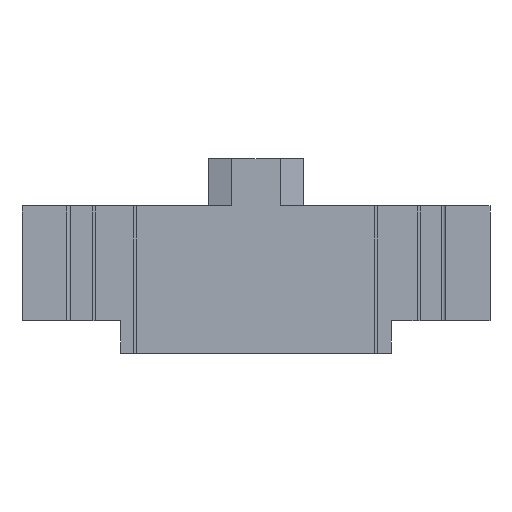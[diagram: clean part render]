
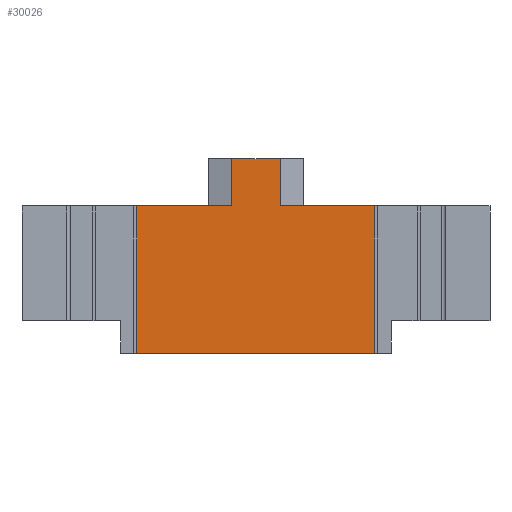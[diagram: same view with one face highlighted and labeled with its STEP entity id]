
A CAD part, front view. The second image highlights one B-rep face of the part: STEP entity #30026.
In plain terms, the highlighted planar face has unit normal (0, -1, 0).
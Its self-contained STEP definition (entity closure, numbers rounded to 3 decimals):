
#1639 = PLANE('',#1640);
#1640 = AXIS2_PLACEMENT_3D('',#1641,#1642,#1643);
#1641 = CARTESIAN_POINT('',(-15.9,-40.,3.4));
#1642 = DIRECTION('',(0.,0.,1.));
#1643 = DIRECTION('',(1.,0.,-0.));
#2286 = PLANE('',#2287);
#2287 = AXIS2_PLACEMENT_3D('',#2288,#2289,#2290);
#2288 = CARTESIAN_POINT('',(-12.6,-39.9,-6.6));
#2289 = DIRECTION('',(0.,0.,-1.));
#2290 = DIRECTION('',(0.,1.,0.));
#2712 = PLANE('',#2713);
#2713 = AXIS2_PLACEMENT_3D('',#2714,#2715,#2716);
#2714 = CARTESIAN_POINT('',(-15.9,-40.,3.4));
#2715 = DIRECTION('',(0.,0.,1.));
#2716 = DIRECTION('',(1.,0.,-0.));
#5440 = VERTEX_POINT('',#5441);
#5441 = CARTESIAN_POINT('',(1.65,-39.9,3.4));
#5457 = PLANE('',#5458);
#5458 = AXIS2_PLACEMENT_3D('',#5459,#5460,#5461);
#5459 = CARTESIAN_POINT('',(2.45,-39.667,3.4));
#5460 = DIRECTION('',(0.28,-0.96,0.));
#5461 = DIRECTION('',(0.,0.,-1.));
#5469 = EDGE_CURVE('',#5470,#5440,#5472,.T.);
#5470 = VERTEX_POINT('',#5471);
#5471 = CARTESIAN_POINT('',(8.05,-39.9,3.4));
#5472 = SURFACE_CURVE('',#5473,(#5477,#5484),.PCURVE_S1.);
#5473 = LINE('',#5474,#5475);
#5474 = CARTESIAN_POINT('',(12.6,-39.9,3.4));
#5475 = VECTOR('',#5476,1.);
#5476 = DIRECTION('',(-1.,0.,0.));
#5477 = PCURVE('',#1639,#5478);
#5478 = DEFINITIONAL_REPRESENTATION('',(#5479),#5483);
#5479 = LINE('',#5480,#5481);
#5480 = CARTESIAN_POINT('',(28.5,0.1));
#5481 = VECTOR('',#5482,1.);
#5482 = DIRECTION('',(-1.,0.));
#5483 = ( GEOMETRIC_REPRESENTATION_CONTEXT(2) 
PARAMETRIC_REPRESENTATION_CONTEXT() REPRESENTATION_CONTEXT('2D SPACE',''
  ) );
#5484 = PCURVE('',#5485,#5490);
#5485 = PLANE('',#5486);
#5486 = AXIS2_PLACEMENT_3D('',#5487,#5488,#5489);
#5487 = CARTESIAN_POINT('',(8.,-39.9,-6.6));
#5488 = DIRECTION('',(0.,1.,0.));
#5489 = DIRECTION('',(0.,0.,1.));
#5490 = DEFINITIONAL_REPRESENTATION('',(#5491),#5495);
#5491 = LINE('',#5492,#5493);
#5492 = CARTESIAN_POINT('',(10.,4.6));
#5493 = VECTOR('',#5494,1.);
#5494 = DIRECTION('',(0.,-1.));
#5495 = ( GEOMETRIC_REPRESENTATION_CONTEXT(2) 
PARAMETRIC_REPRESENTATION_CONTEXT() REPRESENTATION_CONTEXT('2D SPACE',''
  ) );
#5513 = PLANE('',#5514);
#5514 = AXIS2_PLACEMENT_3D('',#5515,#5516,#5517);
#5515 = CARTESIAN_POINT('',(8.05,-39.9,-6.6));
#5516 = DIRECTION('',(-1.,0.,0.));
#5517 = DIRECTION('',(0.,0.,1.));
#11624 = EDGE_CURVE('',#11625,#11627,#11629,.T.);
#11625 = VERTEX_POINT('',#11626);
#11626 = CARTESIAN_POINT('',(8.05,-39.9,-6.6));
#11627 = VERTEX_POINT('',#11628);
#11628 = CARTESIAN_POINT('',(-8.1,-39.9,-6.6));
#11629 = SURFACE_CURVE('',#11630,(#11634,#11641),.PCURVE_S1.);
#11630 = LINE('',#11631,#11632);
#11631 = CARTESIAN_POINT('',(8.05,-39.9,-6.6));
#11632 = VECTOR('',#11633,1.);
#11633 = DIRECTION('',(-1.,0.,0.));
#11634 = PCURVE('',#2286,#11635);
#11635 = DEFINITIONAL_REPRESENTATION('',(#11636),#11640);
#11636 = LINE('',#11637,#11638);
#11637 = CARTESIAN_POINT('',(0.,20.65));
#11638 = VECTOR('',#11639,1.);
#11639 = DIRECTION('',(0.,-1.));
#11640 = ( GEOMETRIC_REPRESENTATION_CONTEXT(2) 
PARAMETRIC_REPRESENTATION_CONTEXT() REPRESENTATION_CONTEXT('2D SPACE',''
  ) );
#11641 = PCURVE('',#5485,#11642);
#11642 = DEFINITIONAL_REPRESENTATION('',(#11643),#11647);
#11643 = LINE('',#11644,#11645);
#11644 = CARTESIAN_POINT('',(0.,0.05));
#11645 = VECTOR('',#11646,1.);
#11646 = DIRECTION('',(0.,-1.));
#11647 = ( GEOMETRIC_REPRESENTATION_CONTEXT(2) 
PARAMETRIC_REPRESENTATION_CONTEXT() REPRESENTATION_CONTEXT('2D SPACE',''
  ) );
#11665 = PLANE('',#11666);
#11666 = AXIS2_PLACEMENT_3D('',#11667,#11668,#11669);
#11667 = CARTESIAN_POINT('',(-8.1,-39.1,-6.6));
#11668 = DIRECTION('',(-1.,0.,0.));
#11669 = DIRECTION('',(0.,0.,1.));
#12550 = VERTEX_POINT('',#12551);
#12551 = CARTESIAN_POINT('',(-8.1,-39.9,3.4));
#12572 = EDGE_CURVE('',#12573,#12550,#12575,.T.);
#12573 = VERTEX_POINT('',#12574);
#12574 = CARTESIAN_POINT('',(-1.65,-39.9,3.4));
#12575 = SURFACE_CURVE('',#12576,(#12580,#12587),.PCURVE_S1.);
#12576 = LINE('',#12577,#12578);
#12577 = CARTESIAN_POINT('',(12.6,-39.9,3.4));
#12578 = VECTOR('',#12579,1.);
#12579 = DIRECTION('',(-1.,0.,0.));
#12580 = PCURVE('',#2712,#12581);
#12581 = DEFINITIONAL_REPRESENTATION('',(#12582),#12586);
#12582 = LINE('',#12583,#12584);
#12583 = CARTESIAN_POINT('',(28.5,0.1));
#12584 = VECTOR('',#12585,1.);
#12585 = DIRECTION('',(-1.,0.));
#12586 = ( GEOMETRIC_REPRESENTATION_CONTEXT(2) 
PARAMETRIC_REPRESENTATION_CONTEXT() REPRESENTATION_CONTEXT('2D SPACE',''
  ) );
#12587 = PCURVE('',#5485,#12588);
#12588 = DEFINITIONAL_REPRESENTATION('',(#12589),#12593);
#12589 = LINE('',#12590,#12591);
#12590 = CARTESIAN_POINT('',(10.,4.6));
#12591 = VECTOR('',#12592,1.);
#12592 = DIRECTION('',(0.,-1.));
#12593 = ( GEOMETRIC_REPRESENTATION_CONTEXT(2) 
PARAMETRIC_REPRESENTATION_CONTEXT() REPRESENTATION_CONTEXT('2D SPACE',''
  ) );
#12611 = PLANE('',#12612);
#12612 = AXIS2_PLACEMENT_3D('',#12613,#12614,#12615);
#12613 = CARTESIAN_POINT('',(-2.45,-39.667,3.4));
#12614 = DIRECTION('',(0.28,0.96,0.));
#12615 = DIRECTION('',(0.,0.,-1.));
#20058 = EDGE_CURVE('',#5440,#20059,#20061,.T.);
#20059 = VERTEX_POINT('',#20060);
#20060 = CARTESIAN_POINT('',(1.65,-39.9,6.6));
#20061 = SURFACE_CURVE('',#20062,(#20066,#20073),.PCURVE_S1.);
#20062 = LINE('',#20063,#20064);
#20063 = CARTESIAN_POINT('',(1.65,-39.9,5.));
#20064 = VECTOR('',#20065,1.);
#20065 = DIRECTION('',(-0.,0.,1.));
#20066 = PCURVE('',#5457,#20067);
#20067 = DEFINITIONAL_REPRESENTATION('',(#20068),#20072);
#20068 = LINE('',#20069,#20070);
#20069 = CARTESIAN_POINT('',(-1.6,-0.833));
#20070 = VECTOR('',#20071,1.);
#20071 = DIRECTION('',(-1.,0.));
#20072 = ( GEOMETRIC_REPRESENTATION_CONTEXT(2) 
PARAMETRIC_REPRESENTATION_CONTEXT() REPRESENTATION_CONTEXT('2D SPACE',''
  ) );
#20073 = PCURVE('',#5485,#20074);
#20074 = DEFINITIONAL_REPRESENTATION('',(#20075),#20079);
#20075 = LINE('',#20076,#20077);
#20076 = CARTESIAN_POINT('',(11.6,-6.35));
#20077 = VECTOR('',#20078,1.);
#20078 = DIRECTION('',(1.,0.));
#20079 = ( GEOMETRIC_REPRESENTATION_CONTEXT(2) 
PARAMETRIC_REPRESENTATION_CONTEXT() REPRESENTATION_CONTEXT('2D SPACE',''
  ) );
#20097 = PLANE('',#20098);
#20098 = AXIS2_PLACEMENT_3D('',#20099,#20100,#20101);
#20099 = CARTESIAN_POINT('',(-1.65,-40.,6.6));
#20100 = DIRECTION('',(0.,0.,1.));
#20101 = DIRECTION('',(1.,0.,-0.));
#30004 = EDGE_CURVE('',#11625,#5470,#30005,.T.);
#30005 = SURFACE_CURVE('',#30006,(#30010,#30017),.PCURVE_S1.);
#30006 = LINE('',#30007,#30008);
#30007 = CARTESIAN_POINT('',(8.05,-39.9,-6.6));
#30008 = VECTOR('',#30009,1.);
#30009 = DIRECTION('',(0.,0.,1.));
#30010 = PCURVE('',#5513,#30011);
#30011 = DEFINITIONAL_REPRESENTATION('',(#30012),#30016);
#30012 = LINE('',#30013,#30014);
#30013 = CARTESIAN_POINT('',(0.,0.));
#30014 = VECTOR('',#30015,1.);
#30015 = DIRECTION('',(1.,0.));
#30016 = ( GEOMETRIC_REPRESENTATION_CONTEXT(2) 
PARAMETRIC_REPRESENTATION_CONTEXT() REPRESENTATION_CONTEXT('2D SPACE',''
  ) );
#30017 = PCURVE('',#5485,#30018);
#30018 = DEFINITIONAL_REPRESENTATION('',(#30019),#30023);
#30019 = LINE('',#30020,#30021);
#30020 = CARTESIAN_POINT('',(0.,0.05));
#30021 = VECTOR('',#30022,1.);
#30022 = DIRECTION('',(1.,0.));
#30023 = ( GEOMETRIC_REPRESENTATION_CONTEXT(2) 
PARAMETRIC_REPRESENTATION_CONTEXT() REPRESENTATION_CONTEXT('2D SPACE',''
  ) );
#30026 = ADVANCED_FACE('',(#30027),#5485,.F.);
#30027 = FACE_BOUND('',#30028,.F.);
#30028 = EDGE_LOOP('',(#30029,#30050,#30051,#30074,#30095,#30096,#30097,
    #30098));
#30029 = ORIENTED_EDGE('',*,*,#30030,.T.);
#30030 = EDGE_CURVE('',#11627,#12550,#30031,.T.);
#30031 = SURFACE_CURVE('',#30032,(#30036,#30043),.PCURVE_S1.);
#30032 = LINE('',#30033,#30034);
#30033 = CARTESIAN_POINT('',(-8.1,-39.9,-0.5));
#30034 = VECTOR('',#30035,1.);
#30035 = DIRECTION('',(0.,-0.,1.));
#30036 = PCURVE('',#5485,#30037);
#30037 = DEFINITIONAL_REPRESENTATION('',(#30038),#30042);
#30038 = LINE('',#30039,#30040);
#30039 = CARTESIAN_POINT('',(6.1,-16.1));
#30040 = VECTOR('',#30041,1.);
#30041 = DIRECTION('',(1.,0.));
#30042 = ( GEOMETRIC_REPRESENTATION_CONTEXT(2) 
PARAMETRIC_REPRESENTATION_CONTEXT() REPRESENTATION_CONTEXT('2D SPACE',''
  ) );
#30043 = PCURVE('',#11665,#30044);
#30044 = DEFINITIONAL_REPRESENTATION('',(#30045),#30049);
#30045 = LINE('',#30046,#30047);
#30046 = CARTESIAN_POINT('',(6.1,-0.8));
#30047 = VECTOR('',#30048,1.);
#30048 = DIRECTION('',(1.,0.));
#30049 = ( GEOMETRIC_REPRESENTATION_CONTEXT(2) 
PARAMETRIC_REPRESENTATION_CONTEXT() REPRESENTATION_CONTEXT('2D SPACE',''
  ) );
#30050 = ORIENTED_EDGE('',*,*,#12572,.F.);
#30051 = ORIENTED_EDGE('',*,*,#30052,.F.);
#30052 = EDGE_CURVE('',#30053,#12573,#30055,.T.);
#30053 = VERTEX_POINT('',#30054);
#30054 = CARTESIAN_POINT('',(-1.65,-39.9,6.6));
#30055 = SURFACE_CURVE('',#30056,(#30060,#30067),.PCURVE_S1.);
#30056 = LINE('',#30057,#30058);
#30057 = CARTESIAN_POINT('',(-1.65,-39.9,3.4));
#30058 = VECTOR('',#30059,1.);
#30059 = DIRECTION('',(0.,0.,-1.));
#30060 = PCURVE('',#5485,#30061);
#30061 = DEFINITIONAL_REPRESENTATION('',(#30062),#30066);
#30062 = LINE('',#30063,#30064);
#30063 = CARTESIAN_POINT('',(10.,-9.65));
#30064 = VECTOR('',#30065,1.);
#30065 = DIRECTION('',(-1.,0.));
#30066 = ( GEOMETRIC_REPRESENTATION_CONTEXT(2) 
PARAMETRIC_REPRESENTATION_CONTEXT() REPRESENTATION_CONTEXT('2D SPACE',''
  ) );
#30067 = PCURVE('',#12611,#30068);
#30068 = DEFINITIONAL_REPRESENTATION('',(#30069),#30073);
#30069 = LINE('',#30070,#30071);
#30070 = CARTESIAN_POINT('',(0.,-0.833));
#30071 = VECTOR('',#30072,1.);
#30072 = DIRECTION('',(1.,-0.));
#30073 = ( GEOMETRIC_REPRESENTATION_CONTEXT(2) 
PARAMETRIC_REPRESENTATION_CONTEXT() REPRESENTATION_CONTEXT('2D SPACE',''
  ) );
#30074 = ORIENTED_EDGE('',*,*,#30075,.F.);
#30075 = EDGE_CURVE('',#20059,#30053,#30076,.T.);
#30076 = SURFACE_CURVE('',#30077,(#30081,#30088),.PCURVE_S1.);
#30077 = LINE('',#30078,#30079);
#30078 = CARTESIAN_POINT('',(3.25,-39.9,6.6));
#30079 = VECTOR('',#30080,1.);
#30080 = DIRECTION('',(-1.,0.,0.));
#30081 = PCURVE('',#5485,#30082);
#30082 = DEFINITIONAL_REPRESENTATION('',(#30083),#30087);
#30083 = LINE('',#30084,#30085);
#30084 = CARTESIAN_POINT('',(13.2,-4.75));
#30085 = VECTOR('',#30086,1.);
#30086 = DIRECTION('',(0.,-1.));
#30087 = ( GEOMETRIC_REPRESENTATION_CONTEXT(2) 
PARAMETRIC_REPRESENTATION_CONTEXT() REPRESENTATION_CONTEXT('2D SPACE',''
  ) );
#30088 = PCURVE('',#20097,#30089);
#30089 = DEFINITIONAL_REPRESENTATION('',(#30090),#30094);
#30090 = LINE('',#30091,#30092);
#30091 = CARTESIAN_POINT('',(4.9,0.1));
#30092 = VECTOR('',#30093,1.);
#30093 = DIRECTION('',(-1.,0.));
#30094 = ( GEOMETRIC_REPRESENTATION_CONTEXT(2) 
PARAMETRIC_REPRESENTATION_CONTEXT() REPRESENTATION_CONTEXT('2D SPACE',''
  ) );
#30095 = ORIENTED_EDGE('',*,*,#20058,.F.);
#30096 = ORIENTED_EDGE('',*,*,#5469,.F.);
#30097 = ORIENTED_EDGE('',*,*,#30004,.F.);
#30098 = ORIENTED_EDGE('',*,*,#11624,.T.);
